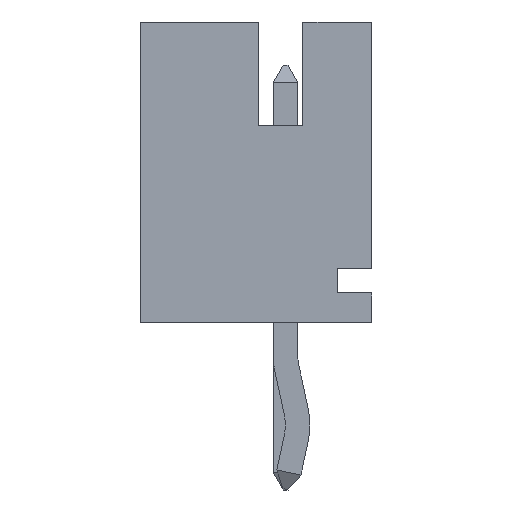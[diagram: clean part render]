
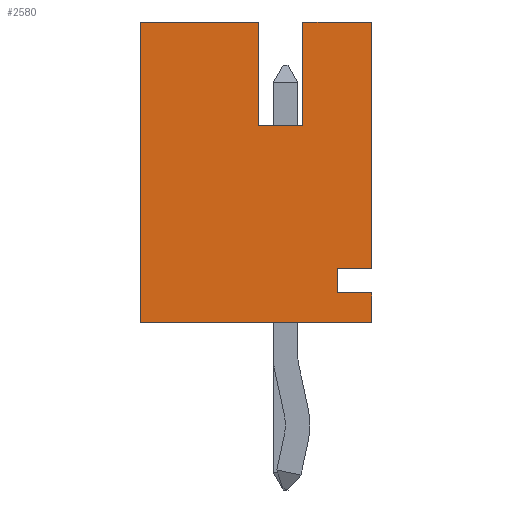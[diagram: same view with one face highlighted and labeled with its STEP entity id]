
A CAD part, left-side view. The second image highlights one B-rep face of the part: STEP entity #2580.
In plain terms, the highlighted planar face has unit normal (-1, 0, 0).
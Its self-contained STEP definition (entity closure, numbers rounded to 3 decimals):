
#288=ORIENTED_EDGE('',*,*,#961,.F.);
#289=ORIENTED_EDGE('',*,*,#962,.F.);
#290=ORIENTED_EDGE('',*,*,#963,.F.);
#291=ORIENTED_EDGE('',*,*,#964,.T.);
#292=ORIENTED_EDGE('',*,*,#842,.T.);
#293=ORIENTED_EDGE('',*,*,#913,.T.);
#294=ORIENTED_EDGE('',*,*,#807,.T.);
#295=ORIENTED_EDGE('',*,*,#965,.T.);
#296=ORIENTED_EDGE('',*,*,#966,.T.);
#297=ORIENTED_EDGE('',*,*,#967,.T.);
#298=ORIENTED_EDGE('',*,*,#928,.T.);
#299=ORIENTED_EDGE('',*,*,#925,.T.);
#807=EDGE_CURVE('',#1173,#1172,#1412,.T.);
#842=EDGE_CURVE('',#1207,#1206,#1447,.T.);
#913=EDGE_CURVE('',#1206,#1173,#1518,.T.);
#925=EDGE_CURVE('',#1261,#1260,#1530,.T.);
#928=EDGE_CURVE('',#1263,#1261,#1533,.T.);
#961=EDGE_CURVE('',#1290,#1260,#1566,.T.);
#962=EDGE_CURVE('',#1291,#1290,#1567,.T.);
#963=EDGE_CURVE('',#1292,#1291,#1568,.T.);
#964=EDGE_CURVE('',#1292,#1207,#1569,.T.);
#965=EDGE_CURVE('',#1172,#1293,#1570,.T.);
#966=EDGE_CURVE('',#1293,#1294,#1571,.T.);
#967=EDGE_CURVE('',#1294,#1263,#1572,.T.);
#1172=VERTEX_POINT('',#3555);
#1173=VERTEX_POINT('',#3557);
#1206=VERTEX_POINT('',#3625);
#1207=VERTEX_POINT('',#3627);
#1260=VERTEX_POINT('',#3788);
#1261=VERTEX_POINT('',#3790);
#1263=VERTEX_POINT('',#3796);
#1290=VERTEX_POINT('',#3860);
#1291=VERTEX_POINT('',#3862);
#1292=VERTEX_POINT('',#3864);
#1293=VERTEX_POINT('',#3867);
#1294=VERTEX_POINT('',#3869);
#1412=LINE('',#3556,#1771);
#1447=LINE('',#3626,#1806);
#1518=LINE('',#3764,#1877);
#1530=LINE('',#3789,#1889);
#1533=LINE('',#3795,#1892);
#1566=LINE('',#3859,#1925);
#1567=LINE('',#3861,#1926);
#1568=LINE('',#3863,#1927);
#1569=LINE('',#3865,#1928);
#1570=LINE('',#3866,#1929);
#1571=LINE('',#3868,#1930);
#1572=LINE('',#3870,#1931);
#1771=VECTOR('',#2889,1000.);
#1806=VECTOR('',#2926,1000.);
#1877=VECTOR('',#3039,1000.);
#1889=VECTOR('',#3061,1000.);
#1892=VECTOR('',#3066,1000.);
#1925=VECTOR('',#3107,1000.);
#1926=VECTOR('',#3108,1000.);
#1927=VECTOR('',#3109,1000.);
#1928=VECTOR('',#3110,1000.);
#1929=VECTOR('',#3111,1000.);
#1930=VECTOR('',#3112,1000.);
#1931=VECTOR('',#3113,1000.);
#2159=EDGE_LOOP('',(#288,#289,#290,#291,#292,#293,#294,#295,#296,#297,#298,
#299));
#2308=FACE_BOUND('',#2159,.T.);
#2449=PLANE('',#2753);
#2580=ADVANCED_FACE('',(#2308),#2449,.T.);
#2753=AXIS2_PLACEMENT_3D('',#3858,#3105,#3106);
#2889=DIRECTION('',(0.,0.,1.));
#2926=DIRECTION('',(0.,0.,-1.));
#3039=DIRECTION('',(0.,-1.,0.));
#3061=DIRECTION('',(0.,1.,0.));
#3066=DIRECTION('',(0.,0.,1.));
#3105=DIRECTION('',(-1.,0.,0.));
#3106=DIRECTION('',(0.,0.,1.));
#3107=DIRECTION('',(0.,0.,1.));
#3108=DIRECTION('',(0.,-1.,0.));
#3109=DIRECTION('',(0.,0.,-1.));
#3110=DIRECTION('',(0.,1.,0.));
#3111=DIRECTION('',(0.,1.,0.));
#3112=DIRECTION('',(0.,0.,1.));
#3113=DIRECTION('',(0.,-1.,0.));
#3555=CARTESIAN_POINT('',(-6.,-2.35,-2.45));
#3556=CARTESIAN_POINT('',(-6.,-2.35,-3.05));
#3557=CARTESIAN_POINT('',(-6.,-2.35,-3.05));
#3625=CARTESIAN_POINT('',(-6.,2.35,-3.05));
#3626=CARTESIAN_POINT('',(-6.,2.35,3.05));
#3627=CARTESIAN_POINT('',(-6.,2.35,3.05));
#3764=CARTESIAN_POINT('',(-6.,2.35,-3.05));
#3788=CARTESIAN_POINT('',(-6.,-0.95,3.05));
#3789=CARTESIAN_POINT('',(-6.,-2.35,3.05));
#3790=CARTESIAN_POINT('',(-6.,-2.35,3.05));
#3795=CARTESIAN_POINT('',(-6.,-2.35,-3.05));
#3796=CARTESIAN_POINT('',(-6.,-2.35,-1.95));
#3858=CARTESIAN_POINT('',(-6.,0.,0.));
#3859=CARTESIAN_POINT('',(-6.,-0.95,0.95));
#3860=CARTESIAN_POINT('',(-6.,-0.95,0.95));
#3861=CARTESIAN_POINT('',(-6.,-0.05,0.95));
#3862=CARTESIAN_POINT('',(-6.,-0.05,0.95));
#3863=CARTESIAN_POINT('',(-6.,-0.05,3.05));
#3864=CARTESIAN_POINT('',(-6.,-0.05,3.05));
#3865=CARTESIAN_POINT('',(-6.,-2.35,3.05));
#3866=CARTESIAN_POINT('',(-6.,0.,-2.45));
#3867=CARTESIAN_POINT('',(-6.,-1.65,-2.45));
#3868=CARTESIAN_POINT('',(-6.,-1.65,0.));
#3869=CARTESIAN_POINT('',(-6.,-1.65,-1.95));
#3870=CARTESIAN_POINT('',(-6.,0.,-1.95));
